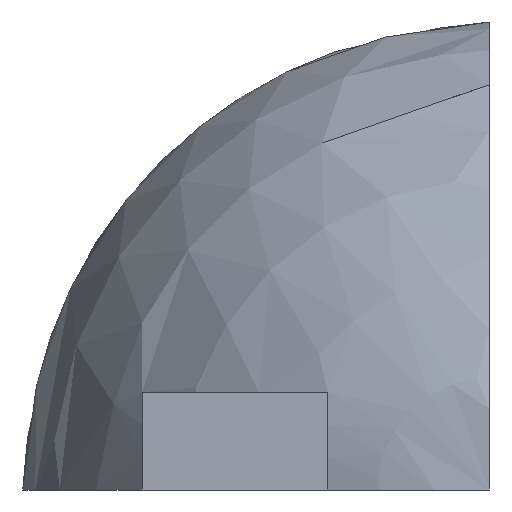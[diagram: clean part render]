
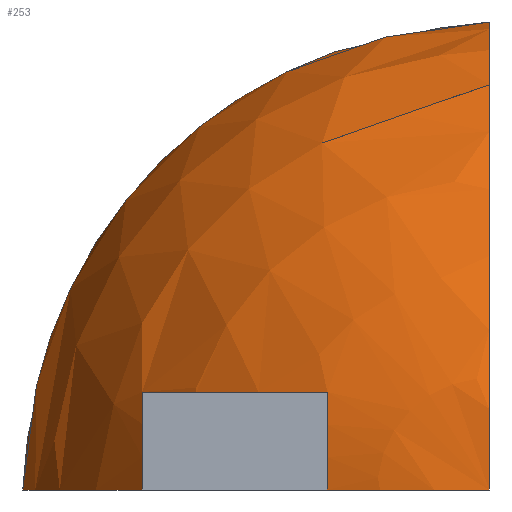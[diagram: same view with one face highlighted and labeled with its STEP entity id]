
A CAD part, left-side view. The second image highlights one B-rep face of the part: STEP entity #253.
In plain terms, the highlighted spherical face has radius 30.35 mm.
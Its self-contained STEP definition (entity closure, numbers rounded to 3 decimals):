
#71=FACE_OUTER_BOUND('',#85,.T.);
#85=EDGE_LOOP('',(#179,#180,#181,#182,#183,#184,#185,#186,#187,#188));
#103=CIRCLE('',#282,28.476);
#104=CIRCLE('',#283,29.678);
#105=CIRCLE('',#284,20.368);
#106=CIRCLE('',#285,30.35);
#107=CIRCLE('',#286,20.368);
#108=CIRCLE('',#287,29.678);
#109=CIRCLE('',#288,28.476);
#110=CIRCLE('',#289,30.35);
#111=CIRCLE('',#290,30.35);
#112=CIRCLE('',#291,30.35);
#119=VERTEX_POINT('',#395);
#120=VERTEX_POINT('',#396);
#121=VERTEX_POINT('',#398);
#122=VERTEX_POINT('',#400);
#123=VERTEX_POINT('',#402);
#124=VERTEX_POINT('',#404);
#125=VERTEX_POINT('',#406);
#126=VERTEX_POINT('',#408);
#127=VERTEX_POINT('',#410);
#128=VERTEX_POINT('',#412);
#143=EDGE_CURVE('',#119,#120,#103,.T.);
#144=EDGE_CURVE('',#121,#119,#104,.T.);
#145=EDGE_CURVE('',#122,#121,#105,.T.);
#146=EDGE_CURVE('',#123,#122,#106,.T.);
#147=EDGE_CURVE('',#124,#123,#107,.T.);
#148=EDGE_CURVE('',#125,#124,#108,.T.);
#149=EDGE_CURVE('',#126,#125,#109,.T.);
#150=EDGE_CURVE('',#127,#126,#110,.T.);
#151=EDGE_CURVE('',#128,#127,#111,.T.);
#152=EDGE_CURVE('',#120,#128,#112,.T.);
#179=ORIENTED_EDGE('',*,*,#143,.F.);
#180=ORIENTED_EDGE('',*,*,#144,.F.);
#181=ORIENTED_EDGE('',*,*,#145,.F.);
#182=ORIENTED_EDGE('',*,*,#146,.F.);
#183=ORIENTED_EDGE('',*,*,#147,.F.);
#184=ORIENTED_EDGE('',*,*,#148,.F.);
#185=ORIENTED_EDGE('',*,*,#149,.F.);
#186=ORIENTED_EDGE('',*,*,#150,.F.);
#187=ORIENTED_EDGE('',*,*,#151,.F.);
#188=ORIENTED_EDGE('',*,*,#152,.F.);
#251=SPHERICAL_SURFACE('',#281,30.35);
#253=ADVANCED_FACE('',(#71),#251,.T.);
#281=AXIS2_PLACEMENT_3D('',#394,#313,#314);
#282=AXIS2_PLACEMENT_3D('',#397,#315,#316);
#283=AXIS2_PLACEMENT_3D('',#399,#317,#318);
#284=AXIS2_PLACEMENT_3D('',#401,#319,#320);
#285=AXIS2_PLACEMENT_3D('',#403,#321,#322);
#286=AXIS2_PLACEMENT_3D('',#405,#323,#324);
#287=AXIS2_PLACEMENT_3D('',#407,#325,#326);
#288=AXIS2_PLACEMENT_3D('',#409,#327,#328);
#289=AXIS2_PLACEMENT_3D('',#411,#329,#330);
#290=AXIS2_PLACEMENT_3D('',#413,#331,#332);
#291=AXIS2_PLACEMENT_3D('',#414,#333,#334);
#313=DIRECTION('center_axis',(1.,0.,0.));
#314=DIRECTION('ref_axis',(0.,-1.,0.));
#315=DIRECTION('center_axis',(0.,1.,0.));
#316=DIRECTION('ref_axis',(0.,0.,1.));
#317=DIRECTION('center_axis',(0.,0.,-1.));
#318=DIRECTION('ref_axis',(0.,1.,0.));
#319=DIRECTION('center_axis',(0.,-1.,0.));
#320=DIRECTION('ref_axis',(0.,0.,-1.));
#321=DIRECTION('center_axis',(0.,0.,-1.));
#322=DIRECTION('ref_axis',(1.,0.,0.));
#323=DIRECTION('center_axis',(0.,-1.,0.));
#324=DIRECTION('ref_axis',(0.,0.,-1.));
#325=DIRECTION('center_axis',(0.,0.,-1.));
#326=DIRECTION('ref_axis',(0.,1.,0.));
#327=DIRECTION('center_axis',(0.,1.,0.));
#328=DIRECTION('ref_axis',(0.,0.,1.));
#329=DIRECTION('center_axis',(0.,0.,-1.));
#330=DIRECTION('ref_axis',(1.,0.,0.));
#331=DIRECTION('center_axis',(0.,-1.,0.));
#332=DIRECTION('ref_axis',(1.,0.,0.));
#333=DIRECTION('center_axis',(0.,0.,-1.));
#334=DIRECTION('ref_axis',(1.,0.,0.));
#394=CARTESIAN_POINT('Origin',(56.5,-22.5,0.));
#395=CARTESIAN_POINT('',(84.259,-12.,6.35));
#396=CARTESIAN_POINT('',(84.976,-12.,0.));
#397=CARTESIAN_POINT('Origin',(56.5,-12.,0.));
#398=CARTESIAN_POINT('',(75.853,0.,6.35));
#399=CARTESIAN_POINT('Origin',(56.5,-22.5,6.35));
#400=CARTESIAN_POINT('',(76.868,0.,0.));
#401=CARTESIAN_POINT('Origin',(56.5,0.,0.));
#402=CARTESIAN_POINT('',(36.132,0.,0.));
#403=CARTESIAN_POINT('Origin',(56.5,-22.5,0.));
#404=CARTESIAN_POINT('',(37.147,0.,6.35));
#405=CARTESIAN_POINT('Origin',(56.5,0.,0.));
#406=CARTESIAN_POINT('',(28.741,-12.,6.35));
#407=CARTESIAN_POINT('Origin',(56.5,-22.5,6.35));
#408=CARTESIAN_POINT('',(28.024,-12.,0.));
#409=CARTESIAN_POINT('Origin',(56.5,-12.,0.));
#410=CARTESIAN_POINT('',(26.15,-22.5,0.));
#411=CARTESIAN_POINT('Origin',(56.5,-22.5,0.));
#412=CARTESIAN_POINT('',(86.85,-22.5,0.));
#413=CARTESIAN_POINT('Origin',(56.5,-22.5,0.));
#414=CARTESIAN_POINT('Origin',(56.5,-22.5,0.));
